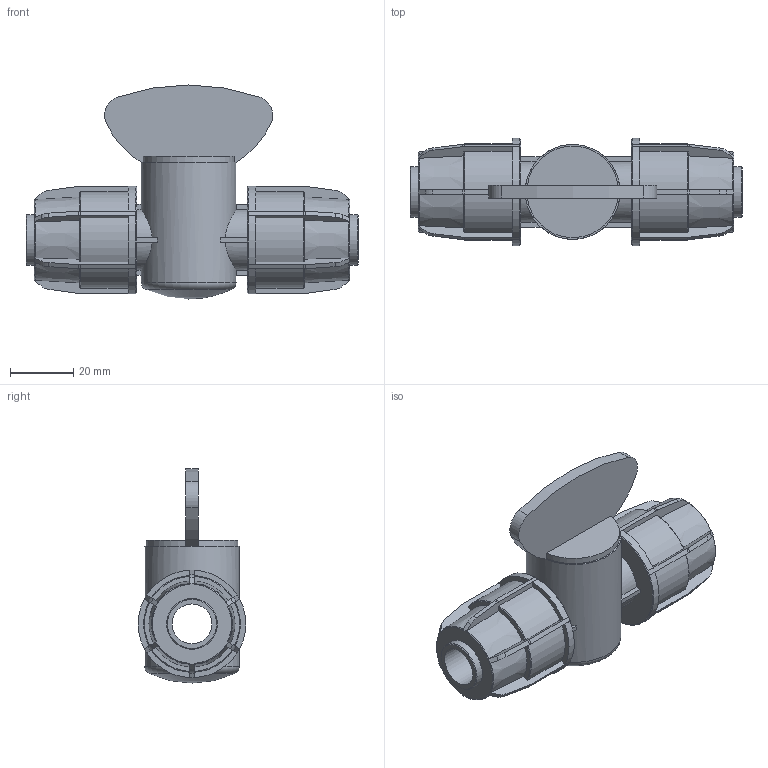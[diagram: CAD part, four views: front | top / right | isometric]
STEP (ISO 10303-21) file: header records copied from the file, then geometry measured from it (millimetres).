
FILE_DESCRIPTION(/* description */ ('PLASSON 1/4 TURN VALVE COMPRESSION X COMPRESSION 16X16'),/* implementation_level */ '2;1');
FILE_NAME(/* name */ '03010516.ipt.stp',/* time_stamp */ '2017-06-18T09:19:47+03:00',/* author */ ('KIM'),/* organization */ (''),/* preprocessor_version */ 'ST-DEVELOPER v15.6',/* originating_system */ 'Autodesk Inventor 2015',/* authorisation */ '');
FILE_SCHEMA (('AUTOMOTIVE_DESIGN { 1 0 10303 214 3 1 1 }'));
Length unit declared in the file: millimetre
Products named in the file (1): 03010516
Bounding box: 105 x 34 x 67.7 mm (x, y, z)
Volume: 68751.4 mm3; surface area: 21986.8 mm2
Topology: 1 solids, 1 shells, 255 faces, 737 edges, 488 vertices
Faces by surface type: plane 136, cylinder 67, cone 50, torus 1, sphere 1
Full cylindrical faces by diameter (mm): 12.592 x1, 16 x2, 30 x1
Entity records: 8400 total; most frequent: CARTESIAN_POINT 1600, ORIENTED_EDGE 1448, DIRECTION 1410, EDGE_CURVE 724, LINE 486, VECTOR 486, VERTEX_POINT 484, AXIS2_PLACEMENT_3D 462
